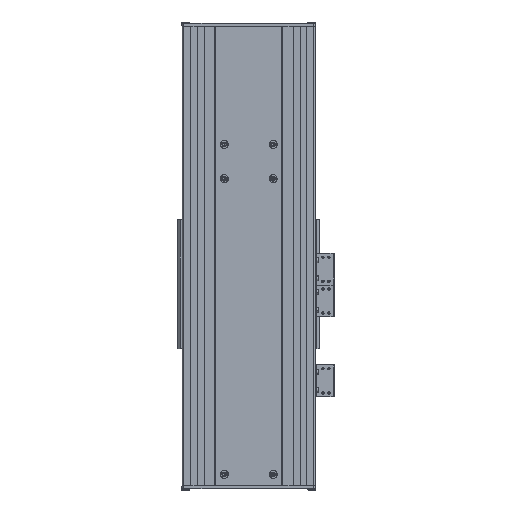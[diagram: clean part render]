
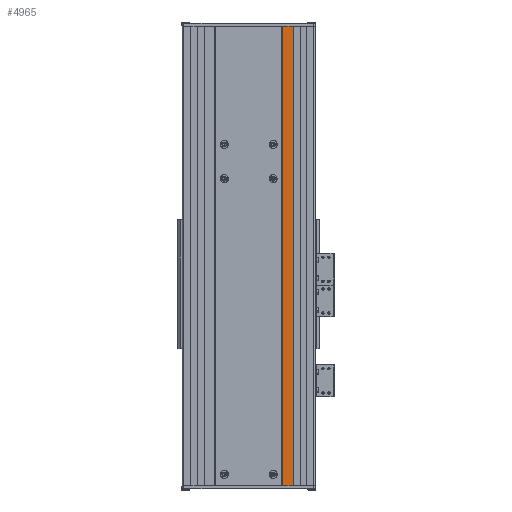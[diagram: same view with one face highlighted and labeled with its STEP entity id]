
A CAD part, front view. The second image highlights one B-rep face of the part: STEP entity #4965.
In plain terms, the highlighted planar face has unit normal (0, -1, 0).
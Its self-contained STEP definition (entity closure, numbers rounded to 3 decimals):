
#4542 = CARTESIAN_POINT ( 'NONE',  ( 52., -2., -535. ) ) ;
#4662 = CARTESIAN_POINT ( 'NONE',  ( 39.5, -2., -535. ) ) ;
#4782 = CARTESIAN_POINT ( 'NONE',  ( 39.5, -2., -535. ) ) ;
#4965 = ADVANCED_FACE ( 'NONE', ( #20382 ), #9711, .T. ) ;
#5675 = CARTESIAN_POINT ( 'NONE',  ( 39.5, -2., 0. ) ) ;
#6704 = EDGE_CURVE ( 'NONE', #19643, #40035, #38053, .T. ) ;
#8169 = EDGE_LOOP ( 'NONE', ( #47847, #13118, #49824, #30537 ) ) ;
#9711 = PLANE ( 'NONE',  #34677 ) ;
#13118 = ORIENTED_EDGE ( 'NONE', *, *, #44190, .F. ) ;
#14435 = DIRECTION ( 'NONE',  ( 0., 0., 1. ) ) ;
#14739 = DIRECTION ( 'NONE',  ( 0., 0., -1. ) ) ;
#16476 = VERTEX_POINT ( 'NONE', #54821 ) ;
#19643 = VERTEX_POINT ( 'NONE', #61254 ) ;
#20382 = FACE_OUTER_BOUND ( 'NONE', #8169, .T. ) ;
#20500 = VECTOR ( 'NONE', #34311, 1000. ) ;
#24001 = VERTEX_POINT ( 'NONE', #48685 ) ;
#24473 = CARTESIAN_POINT ( 'NONE',  ( 52., -2., -535. ) ) ;
#24548 = DIRECTION ( 'NONE',  ( 0., -1., 0. ) ) ;
#24821 = VECTOR ( 'NONE', #44710, 1000. ) ;
#30537 = ORIENTED_EDGE ( 'NONE', *, *, #31021, .T. ) ;
#31021 = EDGE_CURVE ( 'NONE', #40035, #16476, #58816, .T. ) ;
#34311 = DIRECTION ( 'NONE',  ( 0., 0., 1. ) ) ;
#34677 = AXIS2_PLACEMENT_3D ( 'NONE', #4662, #24548, #14739 ) ;
#38053 = LINE ( 'NONE', #4782, #24821 ) ;
#40035 = VERTEX_POINT ( 'NONE', #4542 ) ;
#42287 = LINE ( 'NONE', #54152, #20500 ) ;
#44190 = EDGE_CURVE ( 'NONE', #19643, #24001, #42287, .T. ) ;
#44710 = DIRECTION ( 'NONE',  ( 1., 0., 0. ) ) ;
#45614 = DIRECTION ( 'NONE',  ( 1., 0., 0. ) ) ;
#46189 = LINE ( 'NONE', #5675, #57882 ) ;
#46968 = EDGE_CURVE ( 'NONE', #24001, #16476, #46189, .T. ) ;
#47847 = ORIENTED_EDGE ( 'NONE', *, *, #46968, .F. ) ;
#48685 = CARTESIAN_POINT ( 'NONE',  ( 39.5, -2., 0. ) ) ;
#49824 = ORIENTED_EDGE ( 'NONE', *, *, #6704, .T. ) ;
#50228 = VECTOR ( 'NONE', #14435, 1000. ) ;
#54152 = CARTESIAN_POINT ( 'NONE',  ( 39.5, -2., -535. ) ) ;
#54821 = CARTESIAN_POINT ( 'NONE',  ( 52., -2., 0. ) ) ;
#57882 = VECTOR ( 'NONE', #45614, 1000. ) ;
#58816 = LINE ( 'NONE', #24473, #50228 ) ;
#61254 = CARTESIAN_POINT ( 'NONE',  ( 39.5, -2., -535. ) ) ;
